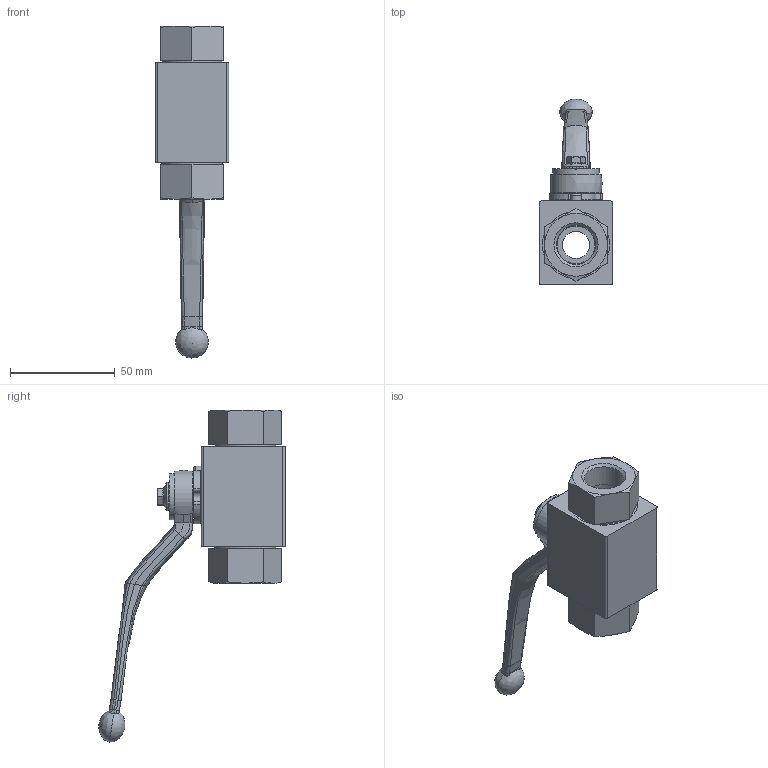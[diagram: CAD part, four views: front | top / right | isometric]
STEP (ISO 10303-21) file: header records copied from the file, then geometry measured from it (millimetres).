
FILE_DESCRIPTION((''),'2;1');
FILE_NAME('TP_17253.stp','2011-05-24T13:13:27',('jmartin'),(''),'Autodesk Inventor 2010','Autodesk Inventor 2010','');
FILE_SCHEMA(('AUTOMOTIVE_DESIGN { 1 0 10303 214 1 1 1 1 }'));
Length unit declared in the file: millimetre
Products named in the file (1): TP_17253
Bounding box: 35 x 88.78 x 158.37 mm (x, y, z)
Volume: 93606.9 mm3; surface area: 25881.6 mm2
Topology: 4 solids, 4 shells, 694 faces, 1821 edges, 1175 vertices
Faces by surface type: plane 441, bspline 190, cylinder 32, cone 26, torus 5
Full cylindrical faces by diameter (mm): 5 x2, 13 x1, 13.5 x1, 18.63 x2, 21.2 x2, 22 x1, 29 x2, 32 x1
Entity records: 26270 total; most frequent: CARTESIAN_POINT 10783, ORIENTED_EDGE 3554, DIRECTION 2466, EDGE_CURVE 1777, VERTEX_POINT 1165, VECTOR 1124, LINE 1124, EDGE_LOOP 788
